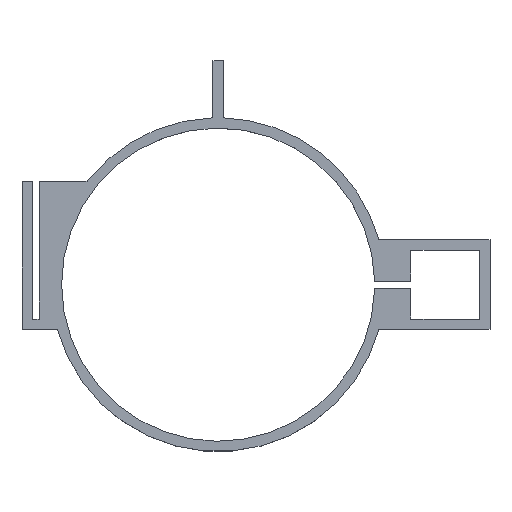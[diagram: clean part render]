
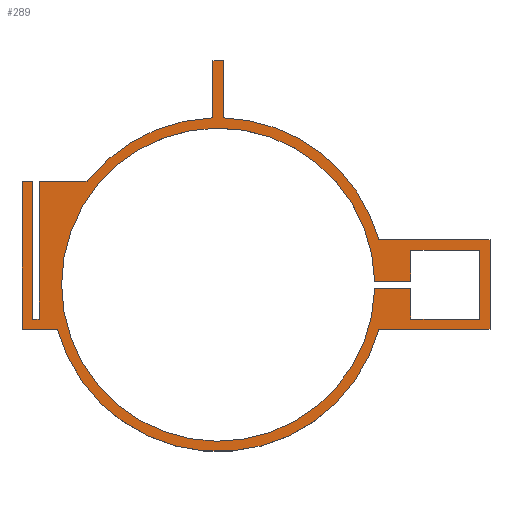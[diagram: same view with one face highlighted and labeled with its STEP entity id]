
A CAD part, top view. The second image highlights one B-rep face of the part: STEP entity #289.
In plain terms, the highlighted planar face has unit normal (0, 0, 1).
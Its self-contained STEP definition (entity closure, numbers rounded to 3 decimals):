
#24 = VERTEX_POINT('',#25);
#25 = CARTESIAN_POINT('',(79.,13.,10.));
#31 = EDGE_CURVE('',#24,#32,#34,.T.);
#32 = VERTEX_POINT('',#33);
#33 = CARTESIAN_POINT('',(46.725,13.,10.));
#34 = LINE('',#35,#36);
#35 = CARTESIAN_POINT('',(79.,13.,10.));
#36 = VECTOR('',#37,1.);
#37 = DIRECTION('',(-1.,0.,0.));
#73 = EDGE_CURVE('',#24,#74,#76,.T.);
#74 = VERTEX_POINT('',#75);
#75 = CARTESIAN_POINT('',(79.,-13.,10.));
#76 = LINE('',#77,#78);
#77 = CARTESIAN_POINT('',(79.,13.,10.));
#78 = VECTOR('',#79,1.);
#79 = DIRECTION('',(0.,-1.,0.));
#289 = ADVANCED_FACE('',(#290,#407),#474,.T.);
#290 = FACE_BOUND('',#291,.T.);
#291 = EDGE_LOOP('',(#292,#293,#302,#310,#318,#326,#335,#343,#351,#359,
    #367,#375,#383,#391,#400,#406));
#292 = ORIENTED_EDGE('',*,*,#31,.T.);
#293 = ORIENTED_EDGE('',*,*,#294,.T.);
#294 = EDGE_CURVE('',#32,#295,#297,.T.);
#295 = VERTEX_POINT('',#296);
#296 = CARTESIAN_POINT('',(1.5,48.477,10.));
#297 = CIRCLE('',#298,48.5);
#298 = AXIS2_PLACEMENT_3D('',#299,#300,#301);
#299 = CARTESIAN_POINT('',(0.,0.,10.));
#300 = DIRECTION('',(0.,0.,1.));
#301 = DIRECTION('',(1.,0.,0.));
#302 = ORIENTED_EDGE('',*,*,#303,.F.);
#303 = EDGE_CURVE('',#304,#295,#306,.T.);
#304 = VERTEX_POINT('',#305);
#305 = CARTESIAN_POINT('',(1.5,65.,10.));
#306 = LINE('',#307,#308);
#307 = CARTESIAN_POINT('',(1.5,65.,10.));
#308 = VECTOR('',#309,1.);
#309 = DIRECTION('',(0.,-1.,0.));
#310 = ORIENTED_EDGE('',*,*,#311,.F.);
#311 = EDGE_CURVE('',#312,#304,#314,.T.);
#312 = VERTEX_POINT('',#313);
#313 = CARTESIAN_POINT('',(-1.5,65.,10.));
#314 = LINE('',#315,#316);
#315 = CARTESIAN_POINT('',(-1.5,65.,10.));
#316 = VECTOR('',#317,1.);
#317 = DIRECTION('',(1.,0.,0.));
#318 = ORIENTED_EDGE('',*,*,#319,.F.);
#319 = EDGE_CURVE('',#320,#312,#322,.T.);
#320 = VERTEX_POINT('',#321);
#321 = CARTESIAN_POINT('',(-1.5,48.477,10.));
#322 = LINE('',#323,#324);
#323 = CARTESIAN_POINT('',(-1.5,48.477,10.));
#324 = VECTOR('',#325,1.);
#325 = DIRECTION('',(0.,1.,0.));
#326 = ORIENTED_EDGE('',*,*,#327,.T.);
#327 = EDGE_CURVE('',#320,#328,#330,.T.);
#328 = VERTEX_POINT('',#329);
#329 = CARTESIAN_POINT('',(-38.108,30.,10.));
#330 = CIRCLE('',#331,48.5);
#331 = AXIS2_PLACEMENT_3D('',#332,#333,#334);
#332 = CARTESIAN_POINT('',(0.,0.,10.));
#333 = DIRECTION('',(0.,0.,1.));
#334 = DIRECTION('',(1.,0.,0.));
#335 = ORIENTED_EDGE('',*,*,#336,.F.);
#336 = EDGE_CURVE('',#337,#328,#339,.T.);
#337 = VERTEX_POINT('',#338);
#338 = CARTESIAN_POINT('',(-52.,30.,10.));
#339 = LINE('',#340,#341);
#340 = CARTESIAN_POINT('',(-52.,30.,10.));
#341 = VECTOR('',#342,1.);
#342 = DIRECTION('',(1.,0.,0.));
#343 = ORIENTED_EDGE('',*,*,#344,.T.);
#344 = EDGE_CURVE('',#337,#345,#347,.T.);
#345 = VERTEX_POINT('',#346);
#346 = CARTESIAN_POINT('',(-52.,-10.,10.));
#347 = LINE('',#348,#349);
#348 = CARTESIAN_POINT('',(-52.,30.,10.));
#349 = VECTOR('',#350,1.);
#350 = DIRECTION('',(0.,-1.,0.));
#351 = ORIENTED_EDGE('',*,*,#352,.F.);
#352 = EDGE_CURVE('',#353,#345,#355,.T.);
#353 = VERTEX_POINT('',#354);
#354 = CARTESIAN_POINT('',(-54.,-10.,10.));
#355 = LINE('',#356,#357);
#356 = CARTESIAN_POINT('',(-54.,-10.,10.));
#357 = VECTOR('',#358,1.);
#358 = DIRECTION('',(1.,0.,0.));
#359 = ORIENTED_EDGE('',*,*,#360,.T.);
#360 = EDGE_CURVE('',#353,#361,#363,.T.);
#361 = VERTEX_POINT('',#362);
#362 = CARTESIAN_POINT('',(-54.,30.,10.));
#363 = LINE('',#364,#365);
#364 = CARTESIAN_POINT('',(-54.,-10.,10.));
#365 = VECTOR('',#366,1.);
#366 = DIRECTION('',(0.,1.,0.));
#367 = ORIENTED_EDGE('',*,*,#368,.T.);
#368 = EDGE_CURVE('',#361,#369,#371,.T.);
#369 = VERTEX_POINT('',#370);
#370 = CARTESIAN_POINT('',(-57.,30.,10.));
#371 = LINE('',#372,#373);
#372 = CARTESIAN_POINT('',(-54.,30.,10.));
#373 = VECTOR('',#374,1.);
#374 = DIRECTION('',(-1.,0.,0.));
#375 = ORIENTED_EDGE('',*,*,#376,.T.);
#376 = EDGE_CURVE('',#369,#377,#379,.T.);
#377 = VERTEX_POINT('',#378);
#378 = CARTESIAN_POINT('',(-57.,-13.,10.));
#379 = LINE('',#380,#381);
#380 = CARTESIAN_POINT('',(-57.,30.,10.));
#381 = VECTOR('',#382,1.);
#382 = DIRECTION('',(0.,-1.,0.));
#383 = ORIENTED_EDGE('',*,*,#384,.T.);
#384 = EDGE_CURVE('',#377,#385,#387,.T.);
#385 = VERTEX_POINT('',#386);
#386 = CARTESIAN_POINT('',(-46.725,-13.,10.));
#387 = LINE('',#388,#389);
#388 = CARTESIAN_POINT('',(-57.,-13.,10.));
#389 = VECTOR('',#390,1.);
#390 = DIRECTION('',(1.,0.,0.));
#391 = ORIENTED_EDGE('',*,*,#392,.T.);
#392 = EDGE_CURVE('',#385,#393,#395,.T.);
#393 = VERTEX_POINT('',#394);
#394 = CARTESIAN_POINT('',(46.725,-13.,10.));
#395 = CIRCLE('',#396,48.5);
#396 = AXIS2_PLACEMENT_3D('',#397,#398,#399);
#397 = CARTESIAN_POINT('',(0.,0.,10.));
#398 = DIRECTION('',(0.,0.,1.));
#399 = DIRECTION('',(1.,0.,0.));
#400 = ORIENTED_EDGE('',*,*,#401,.F.);
#401 = EDGE_CURVE('',#74,#393,#402,.T.);
#402 = LINE('',#403,#404);
#403 = CARTESIAN_POINT('',(79.,-13.,10.));
#404 = VECTOR('',#405,1.);
#405 = DIRECTION('',(-1.,0.,0.));
#406 = ORIENTED_EDGE('',*,*,#73,.F.);
#407 = FACE_BOUND('',#408,.T.);
#408 = EDGE_LOOP('',(#409,#419,#427,#435,#443,#451,#459,#467));
#409 = ORIENTED_EDGE('',*,*,#410,.F.);
#410 = EDGE_CURVE('',#411,#413,#415,.T.);
#411 = VERTEX_POINT('',#412);
#412 = CARTESIAN_POINT('',(56.,1.,10.));
#413 = VERTEX_POINT('',#414);
#414 = CARTESIAN_POINT('',(45.489,1.,10.));
#415 = LINE('',#416,#417);
#416 = CARTESIAN_POINT('',(56.,1.,10.));
#417 = VECTOR('',#418,1.);
#418 = DIRECTION('',(-1.,0.,0.));
#419 = ORIENTED_EDGE('',*,*,#420,.T.);
#420 = EDGE_CURVE('',#411,#421,#423,.T.);
#421 = VERTEX_POINT('',#422);
#422 = CARTESIAN_POINT('',(56.,10.,10.));
#423 = LINE('',#424,#425);
#424 = CARTESIAN_POINT('',(56.,1.,10.));
#425 = VECTOR('',#426,1.);
#426 = DIRECTION('',(0.,1.,0.));
#427 = ORIENTED_EDGE('',*,*,#428,.T.);
#428 = EDGE_CURVE('',#421,#429,#431,.T.);
#429 = VERTEX_POINT('',#430);
#430 = CARTESIAN_POINT('',(76.,10.,10.));
#431 = LINE('',#432,#433);
#432 = CARTESIAN_POINT('',(56.,10.,10.));
#433 = VECTOR('',#434,1.);
#434 = DIRECTION('',(1.,0.,0.));
#435 = ORIENTED_EDGE('',*,*,#436,.T.);
#436 = EDGE_CURVE('',#429,#437,#439,.T.);
#437 = VERTEX_POINT('',#438);
#438 = CARTESIAN_POINT('',(76.,-10.,10.));
#439 = LINE('',#440,#441);
#440 = CARTESIAN_POINT('',(76.,10.,10.));
#441 = VECTOR('',#442,1.);
#442 = DIRECTION('',(0.,-1.,0.));
#443 = ORIENTED_EDGE('',*,*,#444,.F.);
#444 = EDGE_CURVE('',#445,#437,#447,.T.);
#445 = VERTEX_POINT('',#446);
#446 = CARTESIAN_POINT('',(56.,-10.,10.));
#447 = LINE('',#448,#449);
#448 = CARTESIAN_POINT('',(56.,-10.,10.));
#449 = VECTOR('',#450,1.);
#450 = DIRECTION('',(1.,0.,0.));
#451 = ORIENTED_EDGE('',*,*,#452,.F.);
#452 = EDGE_CURVE('',#453,#445,#455,.T.);
#453 = VERTEX_POINT('',#454);
#454 = CARTESIAN_POINT('',(56.,-1.,10.));
#455 = LINE('',#456,#457);
#456 = CARTESIAN_POINT('',(56.,-1.,10.));
#457 = VECTOR('',#458,1.);
#458 = DIRECTION('',(0.,-1.,0.));
#459 = ORIENTED_EDGE('',*,*,#460,.T.);
#460 = EDGE_CURVE('',#453,#461,#463,.T.);
#461 = VERTEX_POINT('',#462);
#462 = CARTESIAN_POINT('',(45.489,-1.,10.));
#463 = LINE('',#464,#465);
#464 = CARTESIAN_POINT('',(56.,-1.,10.));
#465 = VECTOR('',#466,1.);
#466 = DIRECTION('',(-1.,0.,0.));
#467 = ORIENTED_EDGE('',*,*,#468,.F.);
#468 = EDGE_CURVE('',#413,#461,#469,.T.);
#469 = CIRCLE('',#470,45.5);
#470 = AXIS2_PLACEMENT_3D('',#471,#472,#473);
#471 = CARTESIAN_POINT('',(0.,0.,10.));
#472 = DIRECTION('',(0.,0.,1.));
#473 = DIRECTION('',(1.,0.,0.));
#474 = PLANE('',#475);
#475 = AXIS2_PLACEMENT_3D('',#476,#477,#478);
#476 = CARTESIAN_POINT('',(5.931,4.026,10.));
#477 = DIRECTION('',(0.,0.,1.));
#478 = DIRECTION('',(1.,0.,0.));
